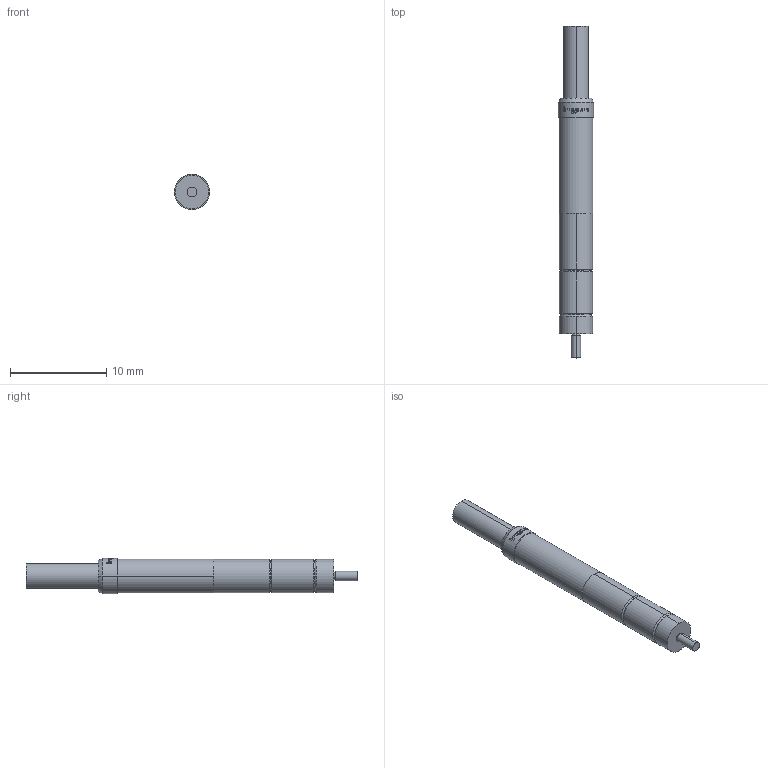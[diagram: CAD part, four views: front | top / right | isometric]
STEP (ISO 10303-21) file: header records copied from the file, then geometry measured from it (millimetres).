
FILE_DESCRIPTION (( 'STEP AP203' ), '1' );
FILE_NAME ('INGUN_HFS-110_304_115_A_xx02_B.STEP', '2022-04-27T12:22:08', ( 'ochi' ), ( '' ), 'SwSTEP 2.0', 'SolidWorks 2018', '' );
FILE_SCHEMA (( 'CONFIG_CONTROL_DESIGN' ));
Length unit declared in the file: millimetre
Products named in the file (1): INGUN_HFS-110_304_115_A_xx02_B
Bounding box: 3.65 x 34.5 x 3.65 mm (x, y, z)
Volume: 274.5 mm3; surface area: 370.1 mm2
Topology: 1 solids, 1 shells, 113 faces, 278 edges, 179 vertices
Faces by surface type: bspline 55, cylinder 24, plane 22, torus 10, cone 2
Entity records: 4404 total; most frequent: CARTESIAN_POINT 2163, ORIENTED_EDGE 556, EDGE_CURVE 278, DIRECTION 258, B_SPLINE_CURVE_WITH_KNOTS 186, VERTEX_POINT 179, EDGE_LOOP 125, AXIS2_PLACEMENT_3D 115
